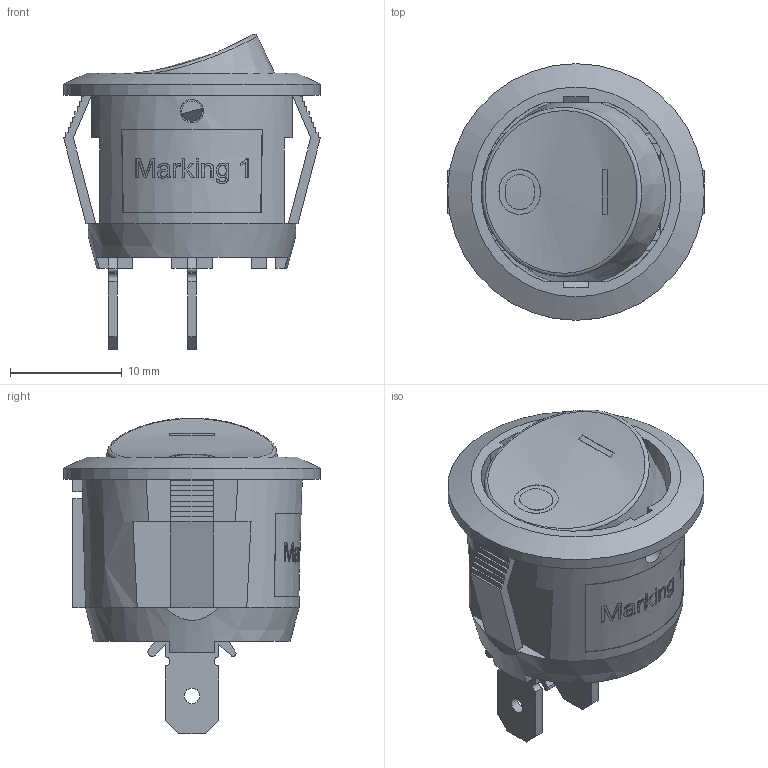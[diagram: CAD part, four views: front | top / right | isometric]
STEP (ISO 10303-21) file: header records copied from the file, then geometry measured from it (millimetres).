
FILE_DESCRIPTION( ( 'Unknown' ), '1' );
FILE_NAME( '471002268143.stp', 'Unknown', ( 'Unknown' ), ( 'Unknown' ), 'PSStep 19.0.9', 'Unknown', ' ' );
FILE_SCHEMA( ( 'AUTOMOTIVE_DESIGN { 1 0 10303 214 1 1 1 1 }' ) );
Length unit declared in the file: millimetre
Products named in the file (5): Assem1; Frame; Actuator
Assembly tree (4 placements, depth 2):
  Assem1
    Frame
    Frame
    Frame
    Actuator
Bounding box: 23 x 23 x 28.3 mm (x, y, z)
Volume: 2508.7 mm3; surface area: 4418.5 mm2
Topology: 4 solids, 4 shells, 321 faces, 875 edges, 576 vertices
Faces by surface type: plane 207, bspline 42, cone 41, cylinder 23, extrusion 8
Full cylindrical faces by diameter (mm): 1.4 x2, 1.8 x2, 2.1 x2, 23 x1
Entity records: 16920 total; most frequent: CARTESIAN_POINT 6544, ORIENTED_EDGE 1712, DIRECTION 1381, EDGE_CURVE 856, VECTOR 573, VERTEX_POINT 571, LINE 565, AXIS2_PLACEMENT_3D 404
